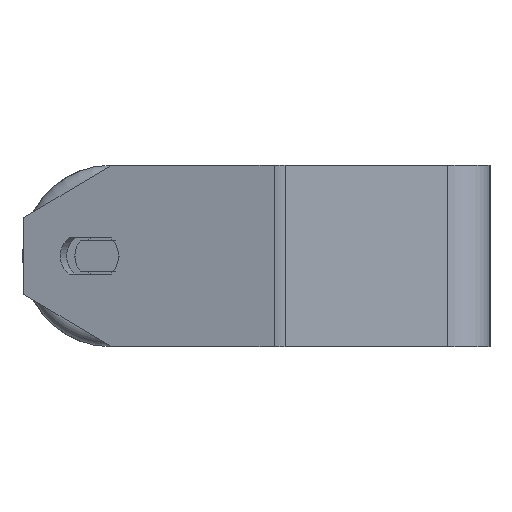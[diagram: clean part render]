
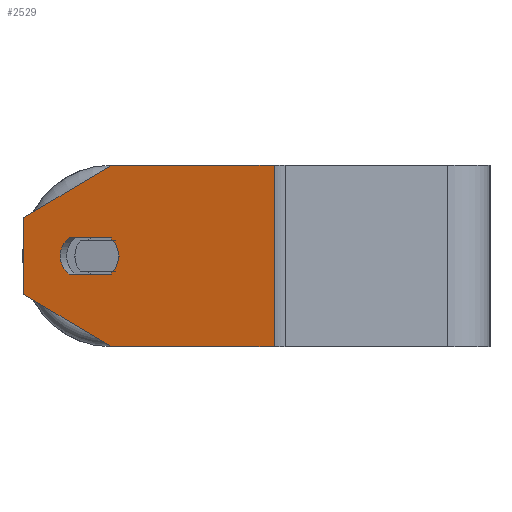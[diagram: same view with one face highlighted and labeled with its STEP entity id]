
A CAD part, left-side view. The second image highlights one B-rep face of the part: STEP entity #2529.
In plain terms, the highlighted planar face has unit normal (-0.966, 0.259, 0).
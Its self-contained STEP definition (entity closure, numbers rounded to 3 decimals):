
#127 = CARTESIAN_POINT ( 'NONE',  ( -324.973, 125.728, 6. ) ) ;
#133 = VERTEX_POINT ( 'NONE', #3825 ) ;
#144 = ORIENTED_EDGE ( 'NONE', *, *, #7949, .F. ) ;
#242 = ORIENTED_EDGE ( 'NONE', *, *, #6573, .F. ) ;
#287 = DIRECTION ( 'NONE',  ( 0.224, 0.837, -0.5 ) ) ;
#540 = EDGE_CURVE ( 'NONE', #7256, #1264, #1124, .T. ) ;
#568 = CIRCLE ( 'NONE', #7400, 7.5 ) ;
#757 = DIRECTION ( 'NONE',  ( 0.259, 0.966, 0. ) ) ;
#963 = VERTEX_POINT ( 'NONE', #2508 ) ;
#969 = DIRECTION ( 'NONE',  ( -0.259, -0.966, 0. ) ) ;
#1094 = ORIENTED_EDGE ( 'NONE', *, *, #6363, .F. ) ;
#1119 = VECTOR ( 'NONE', #8389, 1000. ) ;
#1124 = LINE ( 'NONE', #8396, #2011 ) ;
#1128 = VERTEX_POINT ( 'NONE', #6706 ) ;
#1195 = VECTOR ( 'NONE', #969, 1000. ) ;
#1225 = ORIENTED_EDGE ( 'NONE', *, *, #2464, .T. ) ;
#1264 = VERTEX_POINT ( 'NONE', #5710 ) ;
#1334 = VECTOR ( 'NONE', #7143, 1000. ) ;
#1502 = DIRECTION ( 'NONE',  ( 0., 0., -1. ) ) ;
#1550 = LINE ( 'NONE', #127, #6860 ) ;
#1574 = ORIENTED_EDGE ( 'NONE', *, *, #5058, .F. ) ;
#1615 = VECTOR ( 'NONE', #287, 1000. ) ;
#1786 = LINE ( 'NONE', #7178, #1334 ) ;
#1869 = CARTESIAN_POINT ( 'NONE',  ( -325.75, 122.831, 0. ) ) ;
#1929 = EDGE_CURVE ( 'NONE', #3063, #2807, #7366, .T. ) ;
#1930 = LINE ( 'NONE', #2490, #1119 ) ;
#1939 = DIRECTION ( 'NONE',  ( 0., 0., -1. ) ) ;
#1962 = CARTESIAN_POINT ( 'NONE',  ( -317.338, 154.223, 30. ) ) ;
#2011 = VECTOR ( 'NONE', #1939, 1000. ) ;
#2282 = VECTOR ( 'NONE', #1502, 1000. ) ;
#2318 = DIRECTION ( 'NONE',  ( -0.966, 0.259, 0. ) ) ;
#2384 = VERTEX_POINT ( 'NONE', #4268 ) ;
#2464 = EDGE_CURVE ( 'NONE', #963, #7256, #6800, .T. ) ;
#2480 = VERTEX_POINT ( 'NONE', #1869 ) ;
#2490 = CARTESIAN_POINT ( 'NONE',  ( -324.973, 125.728, -6. ) ) ;
#2508 = CARTESIAN_POINT ( 'NONE',  ( -325.103, 125.245, 30. ) ) ;
#2529 = ADVANCED_FACE ( 'NONE', ( #3161, #8417 ), #3246, .F. ) ;
#2557 = EDGE_CURVE ( 'NONE', #963, #3063, #1786, .T. ) ;
#2615 = VECTOR ( 'NONE', #7561, 1000. ) ;
#2760 = CIRCLE ( 'NONE', #3985, 7.5 ) ;
#2807 = VERTEX_POINT ( 'NONE', #4903 ) ;
#2834 = EDGE_CURVE ( 'NONE', #2384, #2807, #4173, .T. ) ;
#2841 = EDGE_LOOP ( 'NONE', ( #242, #1574, #8311, #1094, #144 ) ) ;
#2943 = CARTESIAN_POINT ( 'NONE',  ( -317.338, 154.223, -30. ) ) ;
#3063 = VERTEX_POINT ( 'NONE', #6874 ) ;
#3081 = CARTESIAN_POINT ( 'NONE',  ( -323.809, 130.075, 0. ) ) ;
#3161 = FACE_BOUND ( 'NONE', #2841, .T. ) ;
#3246 = PLANE ( 'NONE',  #7485 ) ;
#3389 = ORIENTED_EDGE ( 'NONE', *, *, #1929, .F. ) ;
#3427 = CARTESIAN_POINT ( 'NONE',  ( -322.514, 134.905, 0. ) ) ;
#3528 = CARTESIAN_POINT ( 'NONE',  ( -324.973, 125.728, 6. ) ) ;
#3825 = CARTESIAN_POINT ( 'NONE',  ( -321.35, 139.251, 6. ) ) ;
#3959 = CIRCLE ( 'NONE', #6015, 7.5 ) ;
#3985 = AXIS2_PLACEMENT_3D ( 'NONE', #5034, #2318, #4309 ) ;
#4151 = DIRECTION ( 'NONE',  ( 0.259, 0.966, 0. ) ) ;
#4173 = LINE ( 'NONE', #2943, #1195 ) ;
#4268 = CARTESIAN_POINT ( 'NONE',  ( -325.103, 125.245, -30. ) ) ;
#4309 = DIRECTION ( 'NONE',  ( -0.259, -0.966, 0. ) ) ;
#4339 = LINE ( 'NONE', #8283, #2615 ) ;
#4461 = ORIENTED_EDGE ( 'NONE', *, *, #540, .T. ) ;
#4487 = CARTESIAN_POINT ( 'NONE',  ( -324.973, 125.728, -6. ) ) ;
#4706 = CARTESIAN_POINT ( 'NONE',  ( -339.523, 71.428, 30. ) ) ;
#4790 = VERTEX_POINT ( 'NONE', #3528 ) ;
#4903 = CARTESIAN_POINT ( 'NONE',  ( -339.523, 71.428, -30. ) ) ;
#5034 = CARTESIAN_POINT ( 'NONE',  ( -323.809, 130.075, 0. ) ) ;
#5058 = EDGE_CURVE ( 'NONE', #133, #1128, #3959, .T. ) ;
#5159 = DIRECTION ( 'NONE',  ( 0.259, 0.966, 0. ) ) ;
#5710 = CARTESIAN_POINT ( 'NONE',  ( -317.338, 154.223, -12.679 ) ) ;
#5723 = EDGE_CURVE ( 'NONE', #1264, #2384, #4339, .T. ) ;
#5766 = EDGE_LOOP ( 'NONE', ( #4461, #7396, #8313, #3389, #6483, #1225 ) ) ;
#6015 = AXIS2_PLACEMENT_3D ( 'NONE', #3427, #6670, #757 ) ;
#6157 = CARTESIAN_POINT ( 'NONE',  ( -317.338, 154.223, 12.679 ) ) ;
#6346 = CARTESIAN_POINT ( 'NONE',  ( -317.338, 154.223, 12.679 ) ) ;
#6363 = EDGE_CURVE ( 'NONE', #2480, #4790, #568, .T. ) ;
#6483 = ORIENTED_EDGE ( 'NONE', *, *, #2557, .F. ) ;
#6573 = EDGE_CURVE ( 'NONE', #1128, #7647, #1930, .T. ) ;
#6670 = DIRECTION ( 'NONE',  ( -0.966, 0.259, 0. ) ) ;
#6706 = CARTESIAN_POINT ( 'NONE',  ( -321.35, 139.251, -6. ) ) ;
#6800 = LINE ( 'NONE', #6157, #1615 ) ;
#6854 = DIRECTION ( 'NONE',  ( -0.259, -0.966, 0. ) ) ;
#6860 = VECTOR ( 'NONE', #4151, 1000. ) ;
#6874 = CARTESIAN_POINT ( 'NONE',  ( -339.523, 71.428, 30. ) ) ;
#7143 = DIRECTION ( 'NONE',  ( -0.259, -0.966, 0. ) ) ;
#7178 = CARTESIAN_POINT ( 'NONE',  ( -317.338, 154.223, 30. ) ) ;
#7256 = VERTEX_POINT ( 'NONE', #6346 ) ;
#7366 = LINE ( 'NONE', #4706, #2282 ) ;
#7396 = ORIENTED_EDGE ( 'NONE', *, *, #5723, .T. ) ;
#7400 = AXIS2_PLACEMENT_3D ( 'NONE', #3081, #7613, #6854 ) ;
#7467 = EDGE_CURVE ( 'NONE', #4790, #133, #1550, .T. ) ;
#7485 = AXIS2_PLACEMENT_3D ( 'NONE', #1962, #8460, #5159 ) ;
#7561 = DIRECTION ( 'NONE',  ( -0.224, -0.837, -0.5 ) ) ;
#7613 = DIRECTION ( 'NONE',  ( -0.966, 0.259, 0. ) ) ;
#7647 = VERTEX_POINT ( 'NONE', #4487 ) ;
#7949 = EDGE_CURVE ( 'NONE', #7647, #2480, #2760, .T. ) ;
#8283 = CARTESIAN_POINT ( 'NONE',  ( -325.103, 125.245, -30. ) ) ;
#8311 = ORIENTED_EDGE ( 'NONE', *, *, #7467, .F. ) ;
#8313 = ORIENTED_EDGE ( 'NONE', *, *, #2834, .T. ) ;
#8389 = DIRECTION ( 'NONE',  ( -0.259, -0.966, 0. ) ) ;
#8396 = CARTESIAN_POINT ( 'NONE',  ( -317.338, 154.223, 30. ) ) ;
#8417 = FACE_OUTER_BOUND ( 'NONE', #5766, .T. ) ;
#8460 = DIRECTION ( 'NONE',  ( 0.966, -0.259, 0. ) ) ;
